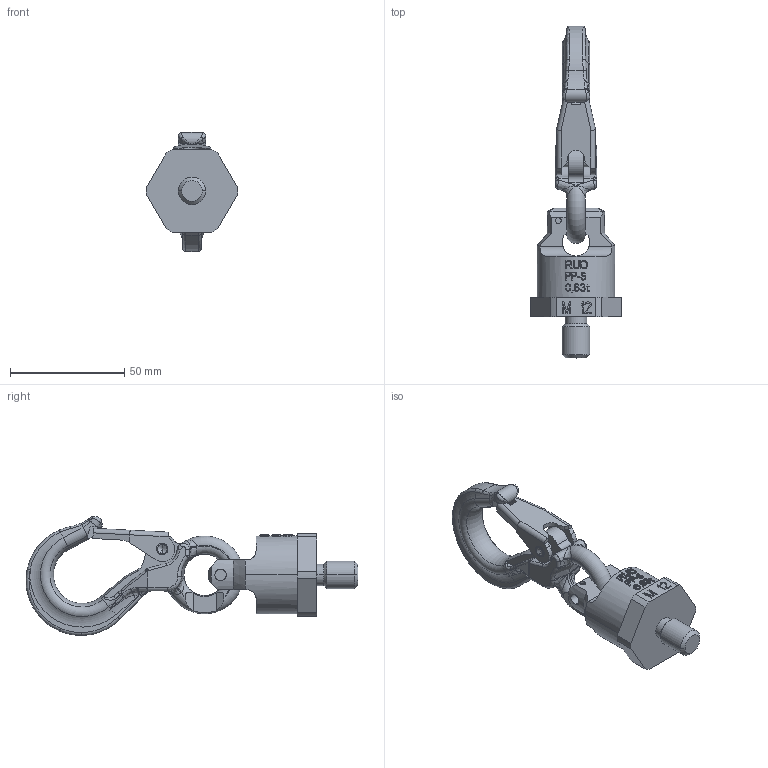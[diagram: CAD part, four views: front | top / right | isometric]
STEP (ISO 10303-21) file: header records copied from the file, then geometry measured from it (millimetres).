
FILE_DESCRIPTION((''),'2;1');
FILE_NAME('001-M31440-P21_ASM','2004-10-07T',('Leichs'),(''),'PRO/ENGINEER BY PARAMETRIC TECHNOLOGY CORPORATION, 2001400','PRO/ENGINEER BY PARAMETRIC TECHNOLOGY CORPORATION, 2001400','');
FILE_SCHEMA(('CONFIG_CONTROL_DESIGN'));
Length unit declared in the file: millimetre
Products named in the file (6): 001-M31440-005; 001-M31440-003; 001-M31569-P-1; 001-M31567-P-1; 001-M31569-P-1_ASM; 001-M31440-P21_ASM
Assembly tree (5 placements, depth 3):
  001-M31440-P21_ASM
    001-M31440-005
    001-M31440-003
    001-M31569-P-1_ASM
      001-M31569-P-1
      001-M31567-P-1
Bounding box: 39.99 x 144.99 x 51.99 mm (x, y, z)
Volume: 53324.9 mm3; surface area: 19137.9 mm2
Topology: 4 solids, 4 shells, 784 faces, 2093 edges, 1341 vertices
Faces by surface type: plane 507, cylinder 124, bspline 103, torus 28, cone 16, sphere 6
Entity records: 28437 total; most frequent: CARTESIAN_POINT 10373, ORIENTED_EDGE 4178, DIRECTION 3119, EDGE_CURVE 2089, VERTEX_POINT 1341, AXIS2_PLACEMENT_3D 1118, VECTOR 883, LINE 883
